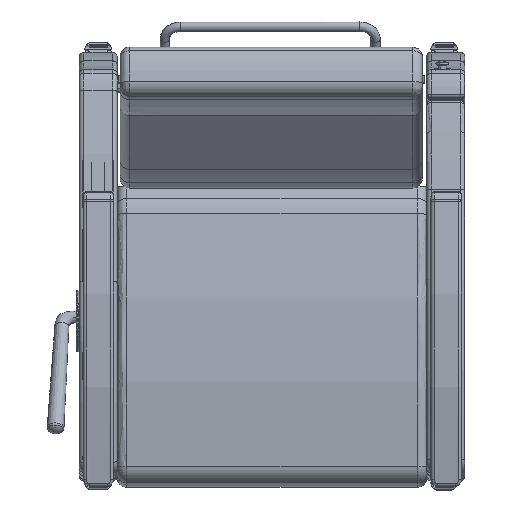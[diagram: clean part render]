
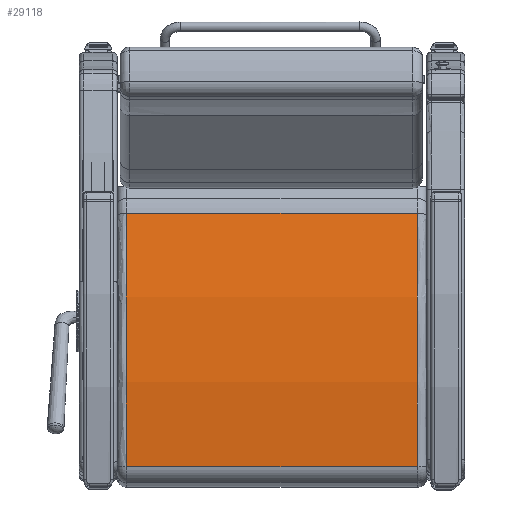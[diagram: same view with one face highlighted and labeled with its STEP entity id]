
A CAD part, front view. The second image highlights one B-rep face of the part: STEP entity #29118.
In plain terms, the highlighted free-form (B-spline) face has degree [1, 2] with [2, 3] control points.
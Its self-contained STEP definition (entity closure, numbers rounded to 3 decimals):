
#1272=(
BOUNDED_SURFACE()
B_SPLINE_SURFACE(1,2,((#44308,#44309,#44310),(#44311,#44312,#44313)),
 .UNSPECIFIED.,.F.,.F.,.F.)
B_SPLINE_SURFACE_WITH_KNOTS((2,2),(3,3),(-0.193,0.193),
(1.362,1.699),.UNSPECIFIED.)
GEOMETRIC_REPRESENTATION_ITEM()
RATIONAL_B_SPLINE_SURFACE(((1.,0.986,1.),(1.,0.986,
1.)))
REPRESENTATION_ITEM('')
SURFACE()
);
#1836=ELLIPSE('',#31322,60.054,60.);
#1846=ELLIPSE('',#31350,60.054,60.);
#3116=FACE_OUTER_BOUND('',#4804,.T.);
#4804=EDGE_LOOP('',(#20318,#20319,#20320,#20321));
#6809=LINE('',#44306,#9002);
#6810=LINE('',#44315,#9003);
#9002=VECTOR('',#34967,0.394);
#9003=VECTOR('',#34970,0.394);
#12804=VERTEX_POINT('',#44098);
#12805=VERTEX_POINT('',#44099);
#12830=VERTEX_POINT('',#44305);
#12831=VERTEX_POINT('',#44314);
#15838=EDGE_CURVE('',#12804,#12805,#1836,.T.);
#15876=EDGE_CURVE('',#12805,#12830,#6809,.T.);
#15878=EDGE_CURVE('',#12804,#12831,#6810,.T.);
#15879=EDGE_CURVE('',#12830,#12831,#1846,.T.);
#20318=ORIENTED_EDGE('',*,*,#15838,.F.);
#20319=ORIENTED_EDGE('',*,*,#15878,.T.);
#20320=ORIENTED_EDGE('',*,*,#15879,.F.);
#20321=ORIENTED_EDGE('',*,*,#15876,.F.);
#29118=ADVANCED_FACE('',(#3116),#1272,.F.);
#31322=AXIS2_PLACEMENT_3D('',#44100,#34899,#34900);
#31350=AXIS2_PLACEMENT_3D('',#44316,#34971,#34972);
#34899=DIRECTION('center_axis',(0.,0.,-1.));
#34900=DIRECTION('ref_axis',(1.,0.,0.));
#34967=DIRECTION('',(0.,0.,1.));
#34970=DIRECTION('',(0.,0.,1.));
#34971=DIRECTION('center_axis',(0.,0.,1.));
#34972=DIRECTION('ref_axis',(1.,0.,0.));
#44098=CARTESIAN_POINT('',(-10.045,1.256,-11.563));
#44099=CARTESIAN_POINT('',(10.111,0.445,-11.563));
#44100=CARTESIAN_POINT('Origin',(-2.35,-58.249,-11.563));
#44305=CARTESIAN_POINT('',(10.111,0.445,11.563));
#44306=CARTESIAN_POINT('',(10.111,0.445,0.));
#44308=CARTESIAN_POINT('Ctrl Pts',(10.111,0.445,-11.563));
#44309=CARTESIAN_POINT('Ctrl Pts',(0.103,2.566,-11.563));
#44310=CARTESIAN_POINT('Ctrl Pts',(-10.045,1.256,-11.563));
#44311=CARTESIAN_POINT('Ctrl Pts',(10.111,0.445,11.563));
#44312=CARTESIAN_POINT('Ctrl Pts',(0.103,2.566,11.563));
#44313=CARTESIAN_POINT('Ctrl Pts',(-10.045,1.256,11.563));
#44314=CARTESIAN_POINT('',(-10.045,1.256,11.563));
#44315=CARTESIAN_POINT('',(-10.045,1.256,0.));
#44316=CARTESIAN_POINT('Origin',(-2.35,-58.249,11.563));
